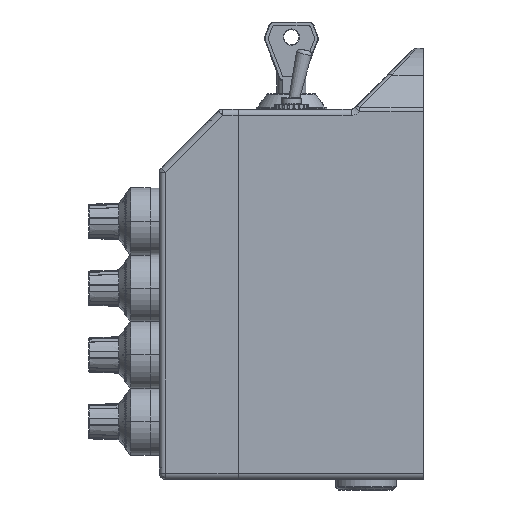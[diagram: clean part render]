
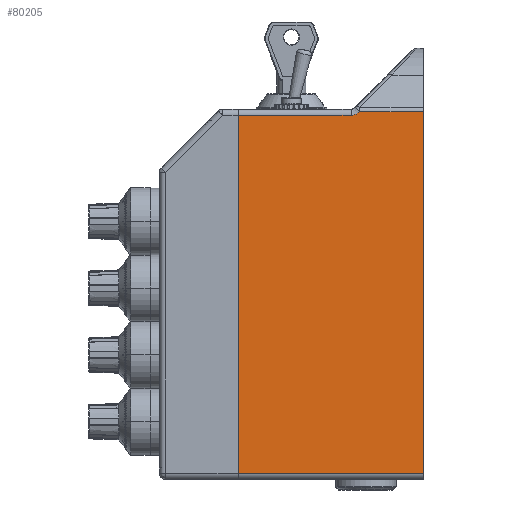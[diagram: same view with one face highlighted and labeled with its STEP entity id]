
A CAD part, left-side view. The second image highlights one B-rep face of the part: STEP entity #80205.
In plain terms, the highlighted planar face has unit normal (-1, 0, 0).
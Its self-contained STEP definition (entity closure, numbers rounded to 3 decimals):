
#70076 = VERTEX_POINT ( 'NONE', #206378 ) ;
#70537 = EDGE_CURVE ( 'NONE', #70076, #70541, #208758, .T. ) ;
#70541 = VERTEX_POINT ( 'NONE', #208750 ) ;
#70687 = VERTEX_POINT ( 'NONE', #209639 ) ;
#70694 = EDGE_CURVE ( 'NONE', #70541, #70687, #209628, .T. ) ;
#70776 = VERTEX_POINT ( 'NONE', #210035 ) ;
#70787 = EDGE_CURVE ( 'NONE', #70076, #70790, #209989, .T. ) ;
#70790 = VERTEX_POINT ( 'NONE', #210173 ) ;
#70861 = EDGE_CURVE ( 'NONE', #70863, #70776, #210345, .T. ) ;
#70863 = VERTEX_POINT ( 'NONE', #210322 ) ;
#77865 = EDGE_CURVE ( 'NONE', #70687, #70863, #222041, .T. ) ;
#78458 = EDGE_CURVE ( 'NONE', #70776, #70790, #222546, .T. ) ;
#80205 = ADVANCED_FACE ( 'NONE', ( #223999 ), #223998, .T. ) ;
#80214 = EDGE_LOOP ( 'NONE', ( #80223, #80237, #80245, #80285, #80294, #80305 ) ) ;
#80223 = ORIENTED_EDGE ( 'NONE', *, *, #70787, .F. ) ;
#80237 = ORIENTED_EDGE ( 'NONE', *, *, #70537, .T. ) ;
#80245 = ORIENTED_EDGE ( 'NONE', *, *, #70694, .T. ) ;
#80285 = ORIENTED_EDGE ( 'NONE', *, *, #77865, .T. ) ;
#80294 = ORIENTED_EDGE ( 'NONE', *, *, #70861, .T. ) ;
#80305 = ORIENTED_EDGE ( 'NONE', *, *, #78458, .T. ) ;
#206378 = CARTESIAN_POINT ( 'NONE',  ( -262., 21., -0.828 ) ) ;
#208750 = CARTESIAN_POINT ( 'NONE',  ( -262., 23.828, -2. ) ) ;
#208758 = B_SPLINE_CURVE_WITH_KNOTS ( 'NONE', 3,
 ( #208939, #208937, #208935, #208933, #208929, #208926, #208924 ),
 .UNSPECIFIED., .F., .F.,
 ( 4, 1, 1, 1, 4 ),
 ( 0., 0.001, 0.002, 0.002, 0.003 ),
 .UNSPECIFIED. ) ;
#208924 = CARTESIAN_POINT ( 'NONE',  ( -262., 23.828, -2. ) ) ;
#208926 = CARTESIAN_POINT ( 'NONE',  ( -262., 23.575, -2. ) ) ;
#208929 = CARTESIAN_POINT ( 'NONE',  ( -262., 23.063, -1.952 ) ) ;
#208933 = CARTESIAN_POINT ( 'NONE',  ( -262., 22.303, -1.727 ) ) ;
#208935 = CARTESIAN_POINT ( 'NONE',  ( -262., 21.595, -1.35 ) ) ;
#208937 = CARTESIAN_POINT ( 'NONE',  ( -262., 21.187, -1.014 ) ) ;
#208939 = CARTESIAN_POINT ( 'NONE',  ( -262., 21., -0.828 ) ) ;
#209623 = DIRECTION ( 'NONE',  ( 0., 1., 0. ) ) ;
#209624 = VECTOR ( 'NONE', #209623, 1000. ) ;
#209626 = CARTESIAN_POINT ( 'NONE',  ( -262., 42.414, -2. ) ) ;
#209628 = LINE ( 'NONE', #209626, #209624 ) ;
#209639 = CARTESIAN_POINT ( 'NONE',  ( -262., 61., -2. ) ) ;
#209982 = DIRECTION ( 'NONE',  ( 0., -1., 0. ) ) ;
#209984 = VECTOR ( 'NONE', #209982, 1000. ) ;
#209986 = CARTESIAN_POINT ( 'NONE',  ( -262., 10.5, -0.828 ) ) ;
#209989 = LINE ( 'NONE', #209986, #209984 ) ;
#210035 = CARTESIAN_POINT ( 'NONE',  ( -262., 0., -120. ) ) ;
#210173 = CARTESIAN_POINT ( 'NONE',  ( -262., 0., -0.828 ) ) ;
#210322 = CARTESIAN_POINT ( 'NONE',  ( -262., 61., -120. ) ) ;
#210326 = DIRECTION ( 'NONE',  ( 0., -1., 0. ) ) ;
#210327 = VECTOR ( 'NONE', #210326, 1000. ) ;
#210329 = CARTESIAN_POINT ( 'NONE',  ( -262., 30.5, -120. ) ) ;
#210345 = LINE ( 'NONE', #210329, #210327 ) ;
#222038 = DIRECTION ( 'NONE',  ( 0., 0., -1. ) ) ;
#222039 = VECTOR ( 'NONE', #222038, 1000. ) ;
#222040 = CARTESIAN_POINT ( 'NONE',  ( -262., 61., -61. ) ) ;
#222041 = LINE ( 'NONE', #222040, #222039 ) ;
#222537 = DIRECTION ( 'NONE',  ( 0., 0., 1. ) ) ;
#222538 = VECTOR ( 'NONE', #222537, 1000. ) ;
#222539 = CARTESIAN_POINT ( 'NONE',  ( -262., 0., -60.414 ) ) ;
#222546 = LINE ( 'NONE', #222539, #222538 ) ;
#223994 = DIRECTION ( 'NONE',  ( 0., 0., 1. ) ) ;
#223995 = DIRECTION ( 'NONE',  ( -1., 0., 0. ) ) ;
#223996 = CARTESIAN_POINT ( 'NONE',  ( -262., 0., -122. ) ) ;
#223997 = AXIS2_PLACEMENT_3D ( 'NONE', #223996, #223995, #223994 ) ;
#223998 = PLANE ( 'NONE',  #223997 ) ;
#223999 = FACE_OUTER_BOUND ( 'NONE', #80214, .T. ) ;
